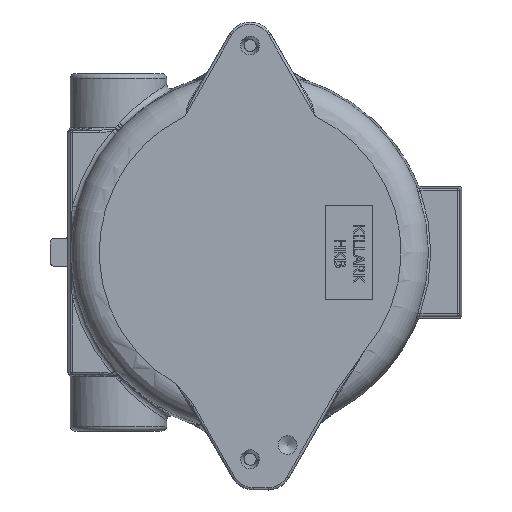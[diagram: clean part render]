
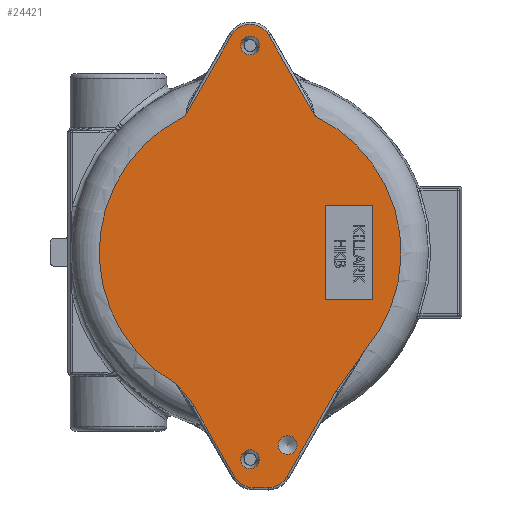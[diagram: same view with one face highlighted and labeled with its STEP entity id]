
A CAD part, front view. The second image highlights one B-rep face of the part: STEP entity #24421.
In plain terms, the highlighted planar face has unit normal (0, -1, 0).
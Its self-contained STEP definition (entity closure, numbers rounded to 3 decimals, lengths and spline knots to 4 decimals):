
#308=FACE_BOUND('',#3308,.T.);
#309=FACE_BOUND('',#3309,.T.);
#310=FACE_BOUND('',#3310,.T.);
#311=FACE_BOUND('',#3311,.T.);
#1102=PLANE('',#26301);
#1816=FACE_OUTER_BOUND('',#3307,.T.);
#3307=EDGE_LOOP('',(#17287,#17288,#17289,#17290,#17291,#17292,#17293,#17294,
#17295,#17296,#17297,#17298));
#3308=EDGE_LOOP('',(#17299,#17300,#17301,#17302));
#3309=EDGE_LOOP('',(#17303,#17304));
#3310=EDGE_LOOP('',(#17305));
#3311=EDGE_LOOP('',(#17306));
#4818=CIRCLE('',#26186,2.0064);
#4892=CIRCLE('',#26300,0.2813);
#4893=CIRCLE('',#26302,2.0064);
#4894=CIRCLE('',#26303,0.2813);
#4895=CIRCLE('',#26304,0.2813);
#4896=CIRCLE('',#26305,0.125);
#4897=CIRCLE('',#26306,0.125);
#4898=CIRCLE('',#26307,0.1248);
#4899=CIRCLE('',#26308,0.1248);
#5830=B_SPLINE_CURVE_WITH_KNOTS('',3,(#45773,#45774,#45775,#45776,#45777,
#45778,#45779,#45780),.UNSPECIFIED.,.F.,.F.,(4,1,1,2,4),(0.,0.3907,
0.586,0.9767,0.9797),.UNSPECIFIED.);
#5831=B_SPLINE_CURVE_WITH_KNOTS('',3,(#45791,#45792,#45793,#45794,#45795,
#45796,#45797,#45798,#45799,#45800),.UNSPECIFIED.,.F.,.F.,(4,2,1,1,1,1,
4),(-0.0075,0.,0.3379,0.6757,1.0136,
1.3514,1.6893),.UNSPECIFIED.);
#6888=LINE('',#44446,#8443);
#6920=LINE('',#45762,#8475);
#6922=LINE('',#45782,#8477);
#6923=LINE('',#45786,#8478);
#6924=LINE('',#45790,#8479);
#6925=LINE('',#45803,#8480);
#6926=LINE('',#45805,#8481);
#6927=LINE('',#45807,#8482);
#6928=LINE('',#45808,#8483);
#8443=VECTOR('',#28426,0.3937);
#8475=VECTOR('',#28670,0.3937);
#8477=VECTOR('',#28684,0.3937);
#8478=VECTOR('',#28687,0.3937);
#8479=VECTOR('',#28690,0.3937);
#8480=VECTOR('',#28691,0.3937);
#8481=VECTOR('',#28692,0.3937);
#8482=VECTOR('',#28693,0.3937);
#8483=VECTOR('',#28694,0.3937);
#10239=VERTEX_POINT('',#43941);
#10249=VERTEX_POINT('',#44141);
#10257=VERTEX_POINT('',#44400);
#10266=VERTEX_POINT('',#44444);
#10370=VERTEX_POINT('',#45761);
#10372=VERTEX_POINT('',#45770);
#10373=VERTEX_POINT('',#45772);
#10374=VERTEX_POINT('',#45781);
#10375=VERTEX_POINT('',#45783);
#10376=VERTEX_POINT('',#45785);
#10377=VERTEX_POINT('',#45787);
#10378=VERTEX_POINT('',#45789);
#10379=VERTEX_POINT('',#45801);
#10380=VERTEX_POINT('',#45802);
#10381=VERTEX_POINT('',#45804);
#10382=VERTEX_POINT('',#45806);
#10383=VERTEX_POINT('',#45809);
#10384=VERTEX_POINT('',#45810);
#10385=VERTEX_POINT('',#45813);
#10386=VERTEX_POINT('',#45815);
#12834=EDGE_CURVE('',#10249,#10257,#4818,.T.);
#12845=EDGE_CURVE('',#10266,#10249,#6888,.T.);
#13007=EDGE_CURVE('',#10239,#10370,#6920,.T.);
#13011=EDGE_CURVE('',#10370,#10266,#4892,.T.);
#13012=EDGE_CURVE('',#10372,#10239,#4893,.T.);
#13013=EDGE_CURVE('',#10373,#10372,#5830,.T.);
#13014=EDGE_CURVE('',#10374,#10373,#6922,.T.);
#13015=EDGE_CURVE('',#10375,#10374,#4894,.T.);
#13016=EDGE_CURVE('',#10376,#10375,#6923,.T.);
#13017=EDGE_CURVE('',#10377,#10376,#4895,.T.);
#13018=EDGE_CURVE('',#10378,#10377,#6924,.T.);
#13019=EDGE_CURVE('',#10257,#10378,#5831,.T.);
#13020=EDGE_CURVE('',#10379,#10380,#6925,.T.);
#13021=EDGE_CURVE('',#10380,#10381,#6926,.T.);
#13022=EDGE_CURVE('',#10381,#10382,#6927,.T.);
#13023=EDGE_CURVE('',#10382,#10379,#6928,.T.);
#13024=EDGE_CURVE('',#10383,#10384,#4896,.T.);
#13025=EDGE_CURVE('',#10384,#10383,#4897,.T.);
#13026=EDGE_CURVE('',#10385,#10385,#4898,.T.);
#13027=EDGE_CURVE('',#10386,#10386,#4899,.T.);
#17287=ORIENTED_EDGE('',*,*,#12834,.F.);
#17288=ORIENTED_EDGE('',*,*,#12845,.F.);
#17289=ORIENTED_EDGE('',*,*,#13011,.F.);
#17290=ORIENTED_EDGE('',*,*,#13007,.F.);
#17291=ORIENTED_EDGE('',*,*,#13012,.F.);
#17292=ORIENTED_EDGE('',*,*,#13013,.F.);
#17293=ORIENTED_EDGE('',*,*,#13014,.F.);
#17294=ORIENTED_EDGE('',*,*,#13015,.F.);
#17295=ORIENTED_EDGE('',*,*,#13016,.F.);
#17296=ORIENTED_EDGE('',*,*,#13017,.F.);
#17297=ORIENTED_EDGE('',*,*,#13018,.F.);
#17298=ORIENTED_EDGE('',*,*,#13019,.F.);
#17299=ORIENTED_EDGE('',*,*,#13020,.T.);
#17300=ORIENTED_EDGE('',*,*,#13021,.T.);
#17301=ORIENTED_EDGE('',*,*,#13022,.T.);
#17302=ORIENTED_EDGE('',*,*,#13023,.T.);
#17303=ORIENTED_EDGE('',*,*,#13024,.T.);
#17304=ORIENTED_EDGE('',*,*,#13025,.T.);
#17305=ORIENTED_EDGE('',*,*,#13026,.T.);
#17306=ORIENTED_EDGE('',*,*,#13027,.T.);
#24421=ADVANCED_FACE('',(#1816,#308,#309,#310,#311),#1102,.T.);
#26186=AXIS2_PLACEMENT_3D('',#44401,#28415,#28416);
#26300=AXIS2_PLACEMENT_3D('',#45768,#28678,#28679);
#26301=AXIS2_PLACEMENT_3D('',#45769,#28680,#28681);
#26302=AXIS2_PLACEMENT_3D('',#45771,#28682,#28683);
#26303=AXIS2_PLACEMENT_3D('',#45784,#28685,#28686);
#26304=AXIS2_PLACEMENT_3D('',#45788,#28688,#28689);
#26305=AXIS2_PLACEMENT_3D('',#45811,#28695,#28696);
#26306=AXIS2_PLACEMENT_3D('',#45812,#28697,#28698);
#26307=AXIS2_PLACEMENT_3D('',#45814,#28699,#28700);
#26308=AXIS2_PLACEMENT_3D('',#45816,#28701,#28702);
#28415=DIRECTION('center_axis',(0.,1.,0.));
#28416=DIRECTION('ref_axis',(1.,0.,0.));
#28426=DIRECTION('',(0.5,0.,-0.866));
#28670=DIRECTION('',(0.5,0.,0.866));
#28678=DIRECTION('center_axis',(0.,1.,0.));
#28679=DIRECTION('ref_axis',(0.,0.,1.));
#28680=DIRECTION('center_axis',(0.,-1.,0.));
#28681=DIRECTION('ref_axis',(0.,0.,-1.));
#28682=DIRECTION('center_axis',(0.,1.,0.));
#28683=DIRECTION('ref_axis',(1.,0.,0.));
#28684=DIRECTION('',(-0.5,0.,0.866));
#28685=DIRECTION('center_axis',(0.,1.,0.));
#28686=DIRECTION('ref_axis',(-0.5,0.,-0.866));
#28687=DIRECTION('',(-1.,0.,0.));
#28688=DIRECTION('center_axis',(0.,1.,0.));
#28689=DIRECTION('ref_axis',(0.5,0.,-0.866));
#28690=DIRECTION('',(-0.5,0.,-0.866));
#28691=DIRECTION('',(0.,0.,-1.));
#28692=DIRECTION('',(-1.,0.,0.));
#28693=DIRECTION('',(0.,0.,1.));
#28694=DIRECTION('',(1.,0.,0.));
#28695=DIRECTION('center_axis',(0.,1.,0.));
#28696=DIRECTION('ref_axis',(1.,0.,0.));
#28697=DIRECTION('center_axis',(0.,1.,0.));
#28698=DIRECTION('ref_axis',(1.,0.,0.));
#28699=DIRECTION('center_axis',(0.,1.,0.));
#28700=DIRECTION('ref_axis',(1.,0.,0.));
#28701=DIRECTION('center_axis',(0.,1.,0.));
#28702=DIRECTION('ref_axis',(1.,0.,0.));
#43941=CARTESIAN_POINT('',(-0.8681,0.,1.8089));
#44141=CARTESIAN_POINT('',(0.8681,0.,1.8089));
#44400=CARTESIAN_POINT('',(1.532,0.,-1.2957));
#44401=CARTESIAN_POINT('Origin',(0.,0.,0.));
#44444=CARTESIAN_POINT('',(0.2436,0.,2.8906));
#44446=CARTESIAN_POINT('',(0.5882,0.,2.2938));
#45761=CARTESIAN_POINT('',(-0.2436,0.,2.8906));
#45762=CARTESIAN_POINT('',(-1.4168,0.,0.8585));
#45768=CARTESIAN_POINT('Origin',(0.,0.,
2.75));
#45769=CARTESIAN_POINT('Origin',(-2.0064,0.,
0.));
#45770=CARTESIAN_POINT('',(-0.9918,0.,-1.7442));
#45771=CARTESIAN_POINT('Origin',(0.,0.,0.));
#45772=CARTESIAN_POINT('',(-0.7476,0.,-2.0421));
#45773=CARTESIAN_POINT('Ctrl Pts',(-0.7476,0.,
-2.0421));
#45774=CARTESIAN_POINT('Ctrl Pts',(-0.7733,0.,
-1.9977));
#45775=CARTESIAN_POINT('Ctrl Pts',(-0.8212,0.,
-1.937));
#45776=CARTESIAN_POINT('Ctrl Pts',(-0.9053,0.,
-1.8404));
#45777=CARTESIAN_POINT('Ctrl Pts',(-0.9571,0.,
-1.7835));
#45778=CARTESIAN_POINT('Ctrl Pts',(-0.9913,0.,
-1.7447));
#45779=CARTESIAN_POINT('Ctrl Pts',(-0.9916,0.,
-1.7444));
#45780=CARTESIAN_POINT('Ctrl Pts',(-0.9918,0.,
-1.7442));
#45781=CARTESIAN_POINT('',(-0.202,0.,-2.9872));
#45782=CARTESIAN_POINT('',(-1.0743,0.,-1.4763));
#45783=CARTESIAN_POINT('',(0.0416,0.,-3.1278));
#45784=CARTESIAN_POINT('Origin',(0.0416,0.,
-2.8466));
#45785=CARTESIAN_POINT('',(0.2397,0.,-3.1278));
#45786=CARTESIAN_POINT('',(-0.8834,0.,-3.1278));
#45787=CARTESIAN_POINT('',(0.4832,0.,-2.9872));
#45788=CARTESIAN_POINT('Origin',(0.2397,0.,
-2.8466));
#45789=CARTESIAN_POINT('',(1.1454,0.,-1.8403));
#45790=CARTESIAN_POINT('',(0.8917,0.,-2.2796));
#45791=CARTESIAN_POINT('Ctrl Pts',(1.532,0.,
-1.2957));
#45792=CARTESIAN_POINT('Ctrl Pts',(1.5314,0.,
-1.2965));
#45793=CARTESIAN_POINT('Ctrl Pts',(1.5309,0.,
-1.2973));
#45794=CARTESIAN_POINT('Ctrl Pts',(1.5055,0.,
-1.3348));
#45795=CARTESIAN_POINT('Ctrl Pts',(1.455,0.,
-1.4077));
#45796=CARTESIAN_POINT('Ctrl Pts',(1.3767,0.,
-1.5153));
#45797=CARTESIAN_POINT('Ctrl Pts',(1.2969,0.,
-1.6217));
#45798=CARTESIAN_POINT('Ctrl Pts',(1.2176,0.,
-1.7284));
#45799=CARTESIAN_POINT('Ctrl Pts',(1.1676,0.,
-1.8019));
#45800=CARTESIAN_POINT('Ctrl Pts',(1.1454,0.,
-1.8403));
#45801=CARTESIAN_POINT('',(1.625,0.,0.625));
#45802=CARTESIAN_POINT('',(1.625,0.,-0.625));
#45803=CARTESIAN_POINT('',(1.625,0.,0.3125));
#45804=CARTESIAN_POINT('',(1.,0.,-0.625));
#45805=CARTESIAN_POINT('',(-0.1907,0.,-0.625));
#45806=CARTESIAN_POINT('',(1.,0.,0.625));
#45807=CARTESIAN_POINT('',(1.,0.,-0.3125));
#45808=CARTESIAN_POINT('',(-0.5032,0.,0.625));
#45809=CARTESIAN_POINT('',(0.625,0.,-2.5625));
#45810=CARTESIAN_POINT('',(0.375,0.,-2.5625));
#45811=CARTESIAN_POINT('Origin',(0.5,0.,-2.5625));
#45812=CARTESIAN_POINT('Origin',(0.5,0.,-2.5625));
#45813=CARTESIAN_POINT('',(-0.1248,0.,2.75));
#45814=CARTESIAN_POINT('Origin',(0.,0.,
2.75));
#45815=CARTESIAN_POINT('',(-0.1248,0.,-2.75));
#45816=CARTESIAN_POINT('Origin',(0.,0.,
-2.75));
